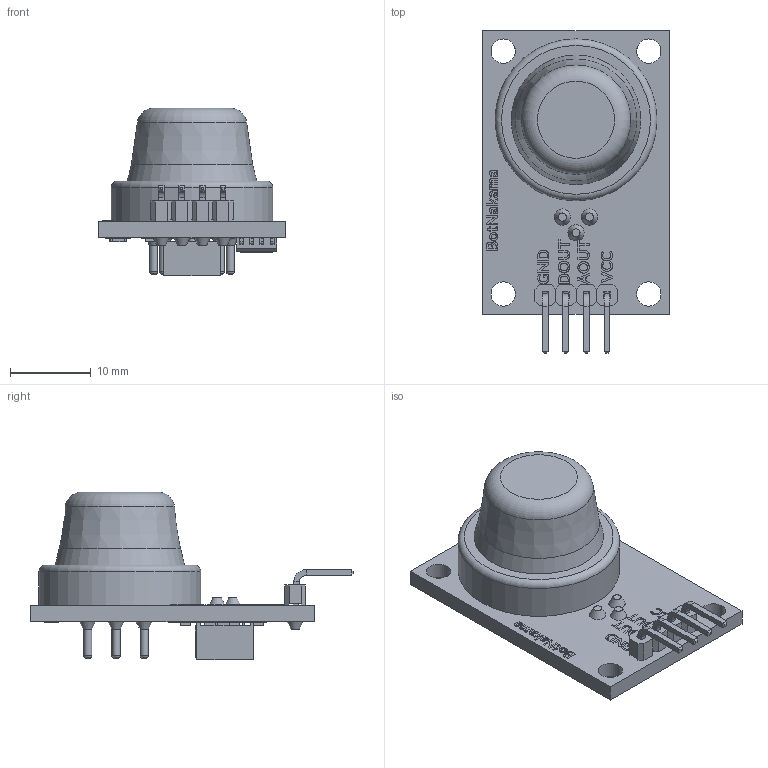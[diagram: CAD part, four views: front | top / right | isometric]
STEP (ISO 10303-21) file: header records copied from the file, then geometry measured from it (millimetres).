
FILE_DESCRIPTION(/* description */ ('FreeCAD Model'),/* implementation_level */ '2;1');
FILE_NAME(/* name */ 'MQ2.stp',/* time_stamp */ '2023-09-26T23:24:48-05:00',/* author */ ('Eduardo Tafur Sueldo'),/* organization */ (''),/* preprocessor_version */ 'ST-DEVELOPER v18.1',/* originating_system */ 'Autodesk Inventor 2022',/* authorisation */ 'Unknown');
FILE_SCHEMA (('AUTOMOTIVE_DESIGN { 1 0 10303 214 3 1 1 }'));
Length unit declared in the file: millimetre
Products named in the file (25): MQ2; ShapeString007; Pad; Fusion009; Fusion010; Fusion020; Pad001; Fusion021; Fusion022; Fusion023; Fusion016; Fusion024; ShapeString; ShapeString001; ShapeString002; ShapeString003; ShapeString004; Array003; Fusion025; Cono005; Cono006; Array004; Fillet002; ShapeString005; ShapeString006
Assembly tree (24 placements, depth 2):
  MQ2
    ShapeString007
    Pad
    Fusion009
    Fusion010
    Fusion020
    Pad001
    Fusion021
    Fusion022
    Fusion023
    Fusion016
    Fusion024
    ShapeString
    ShapeString001
    ShapeString002
    ShapeString003
    ShapeString004
    Array003
    Fusion025
    Cono005
    Cono006
    Array004
    Fillet002
    ShapeString005
    ShapeString006
Bounding box: 23 x 39.82 x 20.7 mm (x, y, z)
Volume: 4890.3 mm3; surface area: 4154.5 mm2
Topology: 32 solids, 73 shells, 684 faces, 2614 edges, 2057 vertices
Faces by surface type: plane 589, cylinder 69, cone 15, bspline 9, torus 2
Full cylindrical faces by diameter (mm): 0.5 x1, 0.8 x3, 1 x13, 1.6 x6, 3 x5, 20 x1
Entity records: 30027 total; most frequent: CARTESIAN_POINT 8556, ORIENTED_EDGE 3951, DIRECTION 3291, EDGE_CURVE 2582, VERTEX_POINT 2041, LINE 1445, VECTOR 1445, AXIS2_PLACEMENT_3D 923
